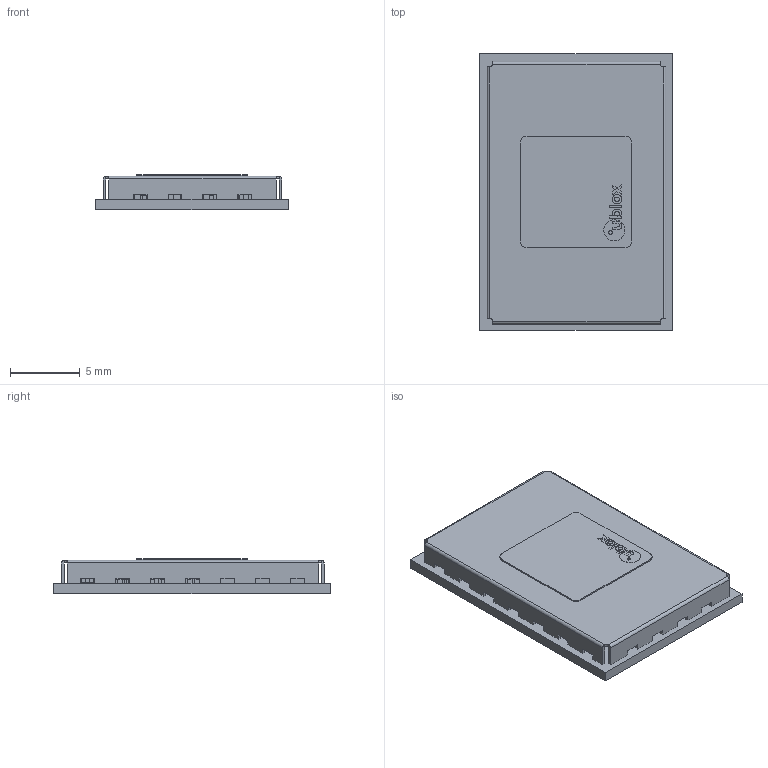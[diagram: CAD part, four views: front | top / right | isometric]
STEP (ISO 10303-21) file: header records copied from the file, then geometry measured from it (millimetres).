
FILE_DESCRIPTION(('Open CASCADE Model'),'2;1');
FILE_NAME('Open CASCADE Shape Model','2025-10-14T21:03:34',('Author'),( 'Open CASCADE'),'Open CASCADE STEP processor 7.5','Open CASCADE 7.5' ,'Unknown');
FILE_SCHEMA(('AUTOMOTIVE_DESIGN { 1 0 10303 214 1 1 1 1 }'));
Length unit declared in the file: millimetre
Products named in the file (125): PCB; Board; Open CASCADE STEP translator 7.5 1.1.1; C226; 8116779760; Extruded; 8116778480; C231; C228; C213; 8116779280; U200; 11866856320; 11866856080; Cylinder; C250; R222; 11866859040; 11866858880; 11866858720; L307; 11866861680; R404; 11866856720; 11866856560; R401; 11864175056; R201; C241; C313; C317; L303; C309; E100; label_with_logo_8x8; label_8x8; logo_full_4mm; logo_x_4mm; logo_o_4mm; logo_l_4mm ...
Assembly tree (317 placements, depth 5):
  PCB
    Board
      Open CASCADE STEP translator 7.5 1.1.1
    C226
      8116779760  x2
        Extruded
      8116778480
        Extruded
    C231
      8116779760  x2
        Extruded
      8116778480
        Extruded
    C228
      8116778480
        Extruded
      8116779760  x2
        Extruded
    C213
      8116779280  x2
        Extruded
      8116778480
        Extruded
    U200
      11866856320
        Extruded
      11866856080
        Cylinder
    C250
      8116778480
        Extruded
      8116779760  x2
        Extruded
    R222
      11866859040
        Extruded
      11866858880
        Extruded
      11866858720
        Extruded
    L307
      11866861680
        Extruded
      8116779280  x2
        Extruded
    R404
      11866856720
        Extruded
      11866856560  x2
        Extruded
    R401
      11864175056  x2
        Extruded
      11866856720
        Extruded
    R201
      11864175056  x2
        Extruded
      11866856720
        Extruded
Bounding box: 13.8 x 19.8 x 2.52 mm (x, y, z)
Volume: 357.6 mm3; surface area: 1742.2 mm2
Topology: 228 solids, 228 shells, 1581 faces, 3359 edges, 2234 vertices
Faces by surface type: plane 1513, bspline 55, cylinder 13
Full cylindrical faces by diameter (mm): 0.5 x1
Entity records: 17945 total; most frequent: CARTESIAN_POINT 3189, DIRECTION 2331, ORIENTED_EDGE 2086, EDGE_CURVE 1043, LINE 907, VECTOR 907, AXIS2_PLACEMENT_3D 712, VERTEX_POINT 690
